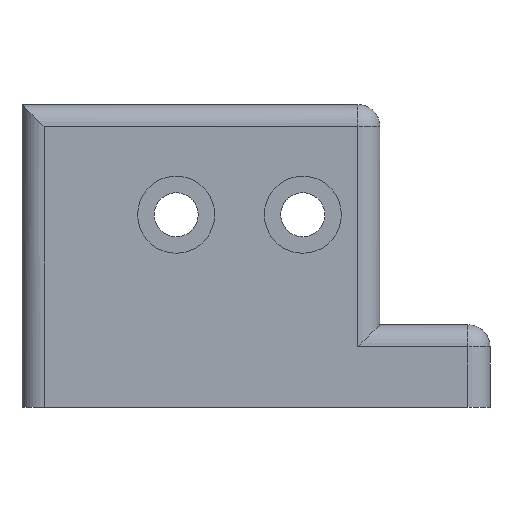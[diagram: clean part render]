
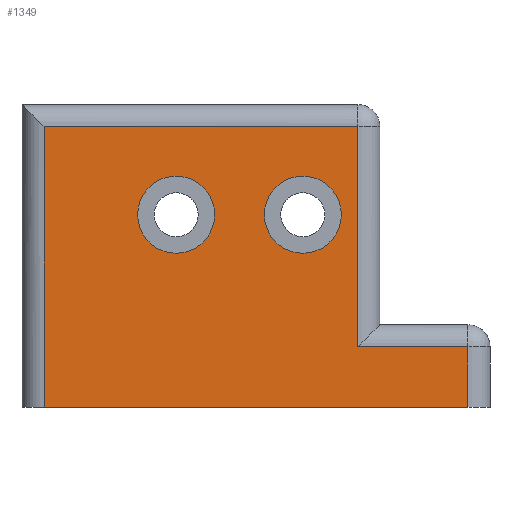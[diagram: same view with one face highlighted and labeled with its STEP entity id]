
A CAD part, left-side view. The second image highlights one B-rep face of the part: STEP entity #1349.
In plain terms, the highlighted planar face has unit normal (-1, 0, 0).
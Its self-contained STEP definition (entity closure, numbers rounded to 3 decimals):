
#54=LINE('',#2156,#161);
#61=LINE('',#2181,#168);
#62=LINE('',#2188,#169);
#75=LINE('',#2216,#182);
#78=LINE('',#2229,#185);
#83=LINE('',#2244,#190);
#161=VECTOR('',#1736,10.);
#168=VECTOR('',#1761,10.);
#169=VECTOR('',#1772,10.);
#182=VECTOR('',#1789,10.);
#185=VECTOR('',#1804,10.);
#190=VECTOR('',#1825,10.);
#294=FACE_BOUND('',#458,.T.);
#295=FACE_BOUND('',#459,.T.);
#358=FACE_OUTER_BOUND('',#457,.T.);
#457=EDGE_LOOP('',(#1071,#1072,#1073,#1074,#1075,#1076));
#458=EDGE_LOOP('',(#1077));
#459=EDGE_LOOP('',(#1078));
#576=CIRCLE('',#1509,7.);
#577=CIRCLE('',#1510,7.);
#648=VERTEX_POINT('',#2153);
#649=VERTEX_POINT('',#2155);
#658=VERTEX_POINT('',#2180);
#659=VERTEX_POINT('',#2184);
#672=VERTEX_POINT('',#2215);
#674=VERTEX_POINT('',#2221);
#679=VERTEX_POINT('',#2247);
#680=VERTEX_POINT('',#2249);
#783=EDGE_CURVE('',#649,#648,#54,.T.);
#796=EDGE_CURVE('',#649,#658,#61,.T.);
#800=EDGE_CURVE('',#658,#659,#62,.T.);
#813=EDGE_CURVE('',#659,#672,#75,.T.);
#820=EDGE_CURVE('',#674,#648,#78,.T.);
#828=EDGE_CURVE('',#672,#674,#83,.T.);
#830=EDGE_CURVE('',#679,#679,#576,.T.);
#831=EDGE_CURVE('',#680,#680,#577,.T.);
#1071=ORIENTED_EDGE('',*,*,#796,.F.);
#1072=ORIENTED_EDGE('',*,*,#783,.T.);
#1073=ORIENTED_EDGE('',*,*,#820,.F.);
#1074=ORIENTED_EDGE('',*,*,#828,.F.);
#1075=ORIENTED_EDGE('',*,*,#813,.F.);
#1076=ORIENTED_EDGE('',*,*,#800,.F.);
#1077=ORIENTED_EDGE('',*,*,#830,.T.);
#1078=ORIENTED_EDGE('',*,*,#831,.T.);
#1282=PLANE('',#1508);
#1349=ADVANCED_FACE('',(#358,#294,#295),#1282,.T.);
#1508=AXIS2_PLACEMENT_3D('',#2246,#1827,#1828);
#1509=AXIS2_PLACEMENT_3D('',#2248,#1829,#1830);
#1510=AXIS2_PLACEMENT_3D('',#2250,#1831,#1832);
#1736=DIRECTION('',(0.,-1.,0.));
#1761=DIRECTION('',(0.,0.,1.));
#1772=DIRECTION('',(0.,-1.,0.));
#1789=DIRECTION('',(0.,0.,-1.));
#1804=DIRECTION('',(0.,0.,-1.));
#1825=DIRECTION('',(0.,-1.,0.));
#1827=DIRECTION('center_axis',(-1.,0.,0.));
#1828=DIRECTION('ref_axis',(0.,-1.,0.));
#1829=DIRECTION('center_axis',(1.,0.,0.));
#1830=DIRECTION('ref_axis',(0.,0.,1.));
#1831=DIRECTION('center_axis',(1.,0.,0.));
#1832=DIRECTION('ref_axis',(0.,0.,1.));
#2153=CARTESIAN_POINT('',(-40.,-31.,0.));
#2155=CARTESIAN_POINT('',(-40.,46.,0.));
#2156=CARTESIAN_POINT('',(-40.,50.,0.));
#2180=CARTESIAN_POINT('',(-40.,46.,51.));
#2181=CARTESIAN_POINT('',(-40.,46.,0.));
#2184=CARTESIAN_POINT('',(-40.,-11.,51.));
#2188=CARTESIAN_POINT('',(-40.,33.75,51.));
#2215=CARTESIAN_POINT('',(-40.,-11.,11.));
#2216=CARTESIAN_POINT('',(-40.,-11.,7.5));
#2221=CARTESIAN_POINT('',(-40.,-31.,11.));
#2229=CARTESIAN_POINT('',(-40.,-31.,0.));
#2244=CARTESIAN_POINT('',(-40.,28.75,11.));
#2246=CARTESIAN_POINT('Origin',(-40.,50.,0.));
#2247=CARTESIAN_POINT('',(-40.,22.,28.));
#2248=CARTESIAN_POINT('Origin',(-40.,22.,35.));
#2249=CARTESIAN_POINT('',(-40.,-1.,28.));
#2250=CARTESIAN_POINT('Origin',(-40.,-1.,35.));
